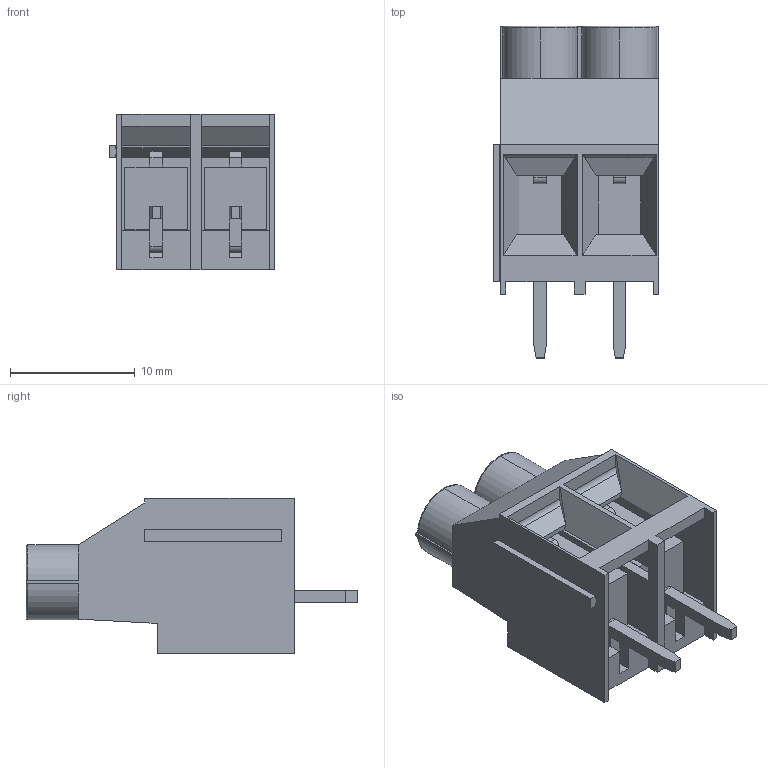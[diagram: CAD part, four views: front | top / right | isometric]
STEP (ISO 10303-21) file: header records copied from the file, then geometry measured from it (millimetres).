
FILE_DESCRIPTION (( 'STEP AP214' ), '1' );
FILE_NAME ('1714955.STEP', '2022-01-07T07:59:20', ( '' ), ( '' ), 'SwSTEP 2.0', 'SolidWorks 2018', '' );
FILE_SCHEMA (( 'AUTOMOTIVE_DESIGN' ));
Length unit declared in the file: millimetre
Products named in the file (1): 1714955
Bounding box: 13.3 x 26.6 x 12.5 mm (x, y, z)
Volume: 1532.3 mm3; surface area: 3160.5 mm2
Topology: 5 solids, 5 shells, 259 faces, 714 edges, 456 vertices
Faces by surface type: plane 187, cylinder 44, torus 16, cone 12
Entity records: 10910 total; most frequent: CARTESIAN_POINT 1602, ORIENTED_EDGE 1428, DIRECTION 1334, EDGE_CURVE 714, VECTOR 574, LINE 574, VERTEX_POINT 456, AXIS2_PLACEMENT_3D 380
